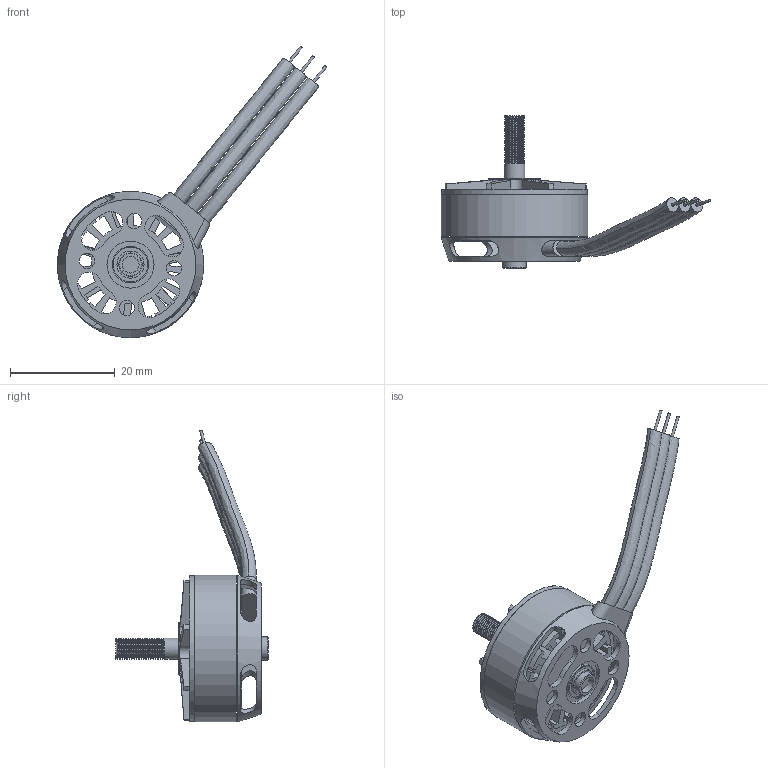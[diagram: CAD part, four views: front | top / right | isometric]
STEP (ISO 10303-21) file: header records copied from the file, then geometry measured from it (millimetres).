
FILE_DESCRIPTION(/* description */ (''),/* implementation_level */ '2;1');
FILE_NAME(/* name */ 'Motor v1.step',/* time_stamp */ '2020-06-19T10:41:26+02:00',/* author */ (''),/* organization */ (''),/* preprocessor_version */ 'ST-DEVELOPER v18.1',/* originating_system */ 'Autodesk Translation Framework v9.3.0.1241',/* authorisation */ '');
FILE_SCHEMA (('AUTOMOTIVE_DESIGN { 1 0 10303 214 3 1 1 }'));
Length unit declared in the file: millimetre
Products named in the file (7): Motor; 1.0; 2.0; 30.; 4.0; 5.0; 6.0
Assembly tree (6 placements, depth 2):
  Motor
    1.0
    2.0
    30.
    4.0
    5.0
    6.0
Bounding box: 51.51 x 29.06 x 55.74 mm (x, y, z)
Volume: 5878.4 mm3; surface area: 8350.3 mm2
Topology: 6 solids, 6 shells, 369 faces, 1064 edges, 707 vertices
Faces by surface type: cylinder 217, plane 121, cone 20, bspline 10, torus 1
Full cylindrical faces by diameter (mm): 0.5 x3, 2.936 x4, 3.25 x1, 3.509 x19, 4 x21, 4.444 x1, 5.179 x1, 6 x1, 6.618 x1, 7 x1, 9 x1, 24 x1, 28 x2
Entity records: 17682 total; most frequent: CARTESIAN_POINT 7981, ORIENTED_EDGE 2128, DIRECTION 1865, EDGE_CURVE 1064, VERTEX_POINT 707, AXIS2_PLACEMENT_3D 681, LINE 503, VECTOR 503
